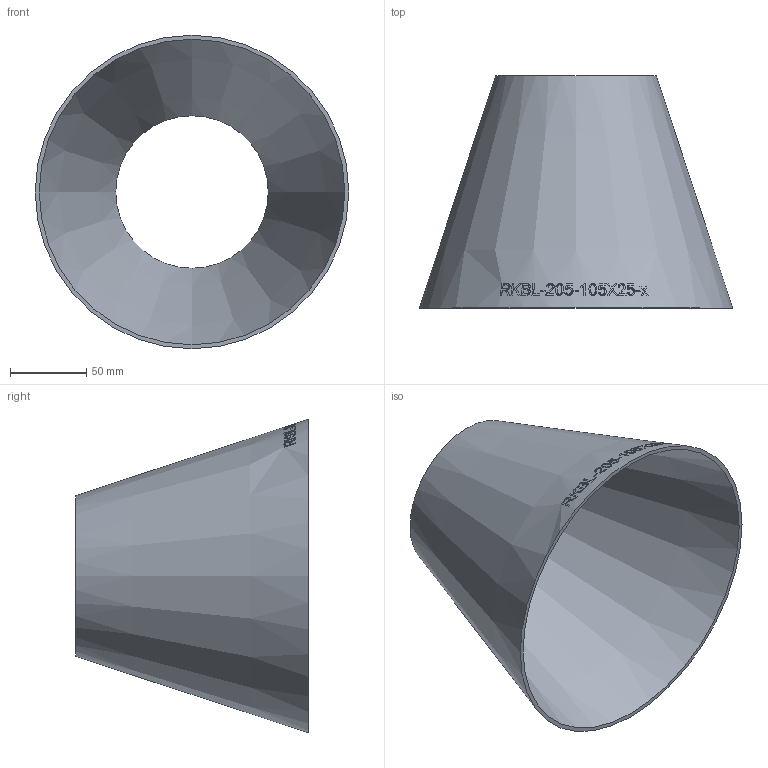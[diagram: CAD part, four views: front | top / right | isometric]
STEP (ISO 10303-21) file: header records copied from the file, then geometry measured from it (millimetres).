
FILE_DESCRIPTION (( 'STEP AP214' ), '1' );
FILE_NAME ('RKBL-205-105X25-x Reduzierung aus Blech 2006.STEP', '2020-06-15T11:21:13', ( '' ), ( '' ), 'SwSTEP 2.0', 'SolidWorks 2019', '' );
FILE_SCHEMA (( 'AUTOMOTIVE_DESIGN' ));
Length unit declared in the file: millimetre
Products named in the file (1): RKBL-205-105X25-x Reduzierung aus Blech 2006
Bounding box: 205 x 152 x 205 mm (x, y, z)
Volume: 192231.8 mm3; surface area: 155751.1 mm2
Topology: 1 solids, 1 shells, 226 faces, 606 edges, 404 vertices
Faces by surface type: bspline 200, cone 24, plane 2
Entity records: 31439 total; most frequent: CARTESIAN_POINT 25145, ORIENTED_EDGE 1208, EDGE_CURVE 604, B_SPLINE_CURVE_WITH_KNOTS 600, VERTEX_POINT 404, EDGE_LOOP 252, ADVANCED_FACE 226, FACE_OUTER_BOUND 226
